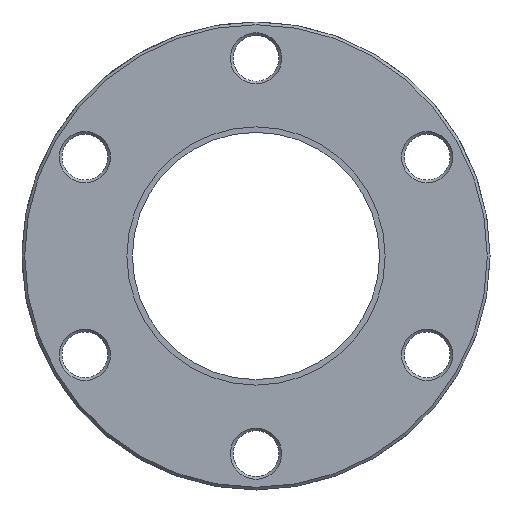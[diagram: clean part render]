
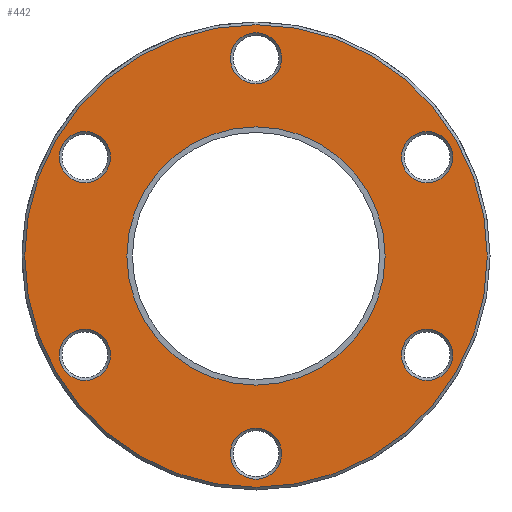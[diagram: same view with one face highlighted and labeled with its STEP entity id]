
A CAD part, left-side view. The second image highlights one B-rep face of the part: STEP entity #442.
In plain terms, the highlighted planar face has unit normal (-1, 0, 0).
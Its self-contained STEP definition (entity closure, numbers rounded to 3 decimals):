
#15 = VERTEX_POINT ( 'NONE', #97 ) ;
#31 = FACE_OUTER_BOUND ( 'NONE', #164, .T. ) ;
#97 = CARTESIAN_POINT ( 'NONE',  ( -13., 0., 34.35 ) ) ;
#105 = CIRCLE ( 'NONE', #894, 19.175 ) ;
#108 = ORIENTED_EDGE ( 'NONE', *, *, #784, .T. ) ;
#114 = EDGE_LOOP ( 'NONE', ( #185 ) ) ;
#125 = AXIS2_PLACEMENT_3D ( 'NONE', #389, #694, #850 ) ;
#126 = CARTESIAN_POINT ( 'NONE',  ( -13., 0., -29.35 ) ) ;
#139 = AXIS2_PLACEMENT_3D ( 'NONE', #967, #276, #504 ) ;
#158 = VERTEX_POINT ( 'NONE', #683 ) ;
#161 = CIRCLE ( 'NONE', #688, 3.8 ) ;
#164 = EDGE_LOOP ( 'NONE', ( #626 ) ) ;
#167 = DIRECTION ( 'NONE',  ( 1., 0., 0. ) ) ;
#174 = ORIENTED_EDGE ( 'NONE', *, *, #335, .T. ) ;
#185 = ORIENTED_EDGE ( 'NONE', *, *, #681, .T. ) ;
#187 = CIRCLE ( 'NONE', #759, 3.8 ) ;
#202 = AXIS2_PLACEMENT_3D ( 'NONE', #126, #879, #419 ) ;
#210 = CIRCLE ( 'NONE', #366, 34.35 ) ;
#212 = EDGE_LOOP ( 'NONE', ( #346 ) ) ;
#245 = ORIENTED_EDGE ( 'NONE', *, *, #529, .T. ) ;
#253 = FACE_BOUND ( 'NONE', #114, .T. ) ;
#276 = DIRECTION ( 'NONE',  ( 1., 0., 0. ) ) ;
#289 = EDGE_CURVE ( 'NONE', #427, #427, #161, .T. ) ;
#320 = FACE_BOUND ( 'NONE', #816, .T. ) ;
#335 = EDGE_CURVE ( 'NONE', #787, #787, #446, .T. ) ;
#339 = ORIENTED_EDGE ( 'NONE', *, *, #289, .T. ) ;
#340 = CARTESIAN_POINT ( 'NONE',  ( -13., 0., 0. ) ) ;
#343 = DIRECTION ( 'NONE',  ( 1., 0., 0. ) ) ;
#346 = ORIENTED_EDGE ( 'NONE', *, *, #576, .T. ) ;
#366 = AXIS2_PLACEMENT_3D ( 'NONE', #340, #634, #718 ) ;
#378 = CARTESIAN_POINT ( 'NONE',  ( -13., -25.418, 18.475 ) ) ;
#389 = CARTESIAN_POINT ( 'NONE',  ( -13., -25.418, 14.675 ) ) ;
#393 = DIRECTION ( 'NONE',  ( 0., 0., 1. ) ) ;
#397 = CARTESIAN_POINT ( 'NONE',  ( -13., 0., -25.55 ) ) ;
#419 = DIRECTION ( 'NONE',  ( 0., 0., 1. ) ) ;
#427 = VERTEX_POINT ( 'NONE', #459 ) ;
#438 = EDGE_CURVE ( 'NONE', #15, #15, #210, .T. ) ;
#442 = ADVANCED_FACE ( 'NONE', ( #790, #802, #916, #599, #253, #582, #31, #320 ), #711, .T. ) ;
#446 = CIRCLE ( 'NONE', #125, 3.8 ) ;
#459 = CARTESIAN_POINT ( 'NONE',  ( -13., 0., 33.15 ) ) ;
#463 = ORIENTED_EDGE ( 'NONE', *, *, #598, .F. ) ;
#488 = CARTESIAN_POINT ( 'NONE',  ( -13., -25.418, -14.675 ) ) ;
#493 = CARTESIAN_POINT ( 'NONE',  ( -13., 17.375, 0. ) ) ;
#497 = VERTEX_POINT ( 'NONE', #775 ) ;
#504 = DIRECTION ( 'NONE',  ( 0., 0., 1. ) ) ;
#529 = EDGE_CURVE ( 'NONE', #990, #990, #751, .T. ) ;
#531 = CARTESIAN_POINT ( 'NONE',  ( -13., -25.418, -10.875 ) ) ;
#537 = DIRECTION ( 'NONE',  ( 1., 0., 0. ) ) ;
#576 = EDGE_CURVE ( 'NONE', #863, #863, #701, .T. ) ;
#582 = FACE_BOUND ( 'NONE', #736, .T. ) ;
#598 = EDGE_CURVE ( 'NONE', #497, #497, #105, .T. ) ;
#599 = FACE_BOUND ( 'NONE', #212, .T. ) ;
#611 = CARTESIAN_POINT ( 'NONE',  ( -13., 25.418, -10.875 ) ) ;
#626 = ORIENTED_EDGE ( 'NONE', *, *, #438, .T. ) ;
#634 = DIRECTION ( 'NONE',  ( -1., 0., 0. ) ) ;
#681 = EDGE_CURVE ( 'NONE', #158, #158, #857, .T. ) ;
#683 = CARTESIAN_POINT ( 'NONE',  ( -13., 25.418, 18.475 ) ) ;
#688 = AXIS2_PLACEMENT_3D ( 'NONE', #745, #537, #928 ) ;
#694 = DIRECTION ( 'NONE',  ( 1., 0., 0. ) ) ;
#701 = CIRCLE ( 'NONE', #202, 3.8 ) ;
#711 = PLANE ( 'NONE',  #780 ) ;
#718 = DIRECTION ( 'NONE',  ( 0., 0., 1. ) ) ;
#736 = EDGE_LOOP ( 'NONE', ( #339 ) ) ;
#745 = CARTESIAN_POINT ( 'NONE',  ( -13., 0., 29.35 ) ) ;
#751 = CIRCLE ( 'NONE', #925, 3.8 ) ;
#756 = EDGE_LOOP ( 'NONE', ( #174 ) ) ;
#759 = AXIS2_PLACEMENT_3D ( 'NONE', #855, #167, #393 ) ;
#775 = CARTESIAN_POINT ( 'NONE',  ( -13., 0., 19.175 ) ) ;
#780 = AXIS2_PLACEMENT_3D ( 'NONE', #493, #875, #881 ) ;
#784 = EDGE_CURVE ( 'NONE', #951, #951, #187, .T. ) ;
#787 = VERTEX_POINT ( 'NONE', #378 ) ;
#790 = FACE_BOUND ( 'NONE', #791, .T. ) ;
#791 = EDGE_LOOP ( 'NONE', ( #108 ) ) ;
#798 = CARTESIAN_POINT ( 'NONE',  ( -13., 0., 0. ) ) ;
#802 = FACE_BOUND ( 'NONE', #756, .T. ) ;
#816 = EDGE_LOOP ( 'NONE', ( #463 ) ) ;
#850 = DIRECTION ( 'NONE',  ( 0., 0., 1. ) ) ;
#855 = CARTESIAN_POINT ( 'NONE',  ( -13., 25.418, -14.675 ) ) ;
#857 = CIRCLE ( 'NONE', #139, 3.8 ) ;
#860 = EDGE_LOOP ( 'NONE', ( #245 ) ) ;
#863 = VERTEX_POINT ( 'NONE', #397 ) ;
#871 = DIRECTION ( 'NONE',  ( 0., 0., 1. ) ) ;
#875 = DIRECTION ( 'NONE',  ( -1., 0., 0. ) ) ;
#879 = DIRECTION ( 'NONE',  ( 1., 0., 0. ) ) ;
#881 = DIRECTION ( 'NONE',  ( 0., 0., 1. ) ) ;
#892 = DIRECTION ( 'NONE',  ( 0., 0., 1. ) ) ;
#894 = AXIS2_PLACEMENT_3D ( 'NONE', #798, #963, #892 ) ;
#916 = FACE_BOUND ( 'NONE', #860, .T. ) ;
#925 = AXIS2_PLACEMENT_3D ( 'NONE', #488, #343, #871 ) ;
#928 = DIRECTION ( 'NONE',  ( 0., 0., 1. ) ) ;
#951 = VERTEX_POINT ( 'NONE', #611 ) ;
#963 = DIRECTION ( 'NONE',  ( -1., 0., 0. ) ) ;
#967 = CARTESIAN_POINT ( 'NONE',  ( -13., 25.418, 14.675 ) ) ;
#990 = VERTEX_POINT ( 'NONE', #531 ) ;
